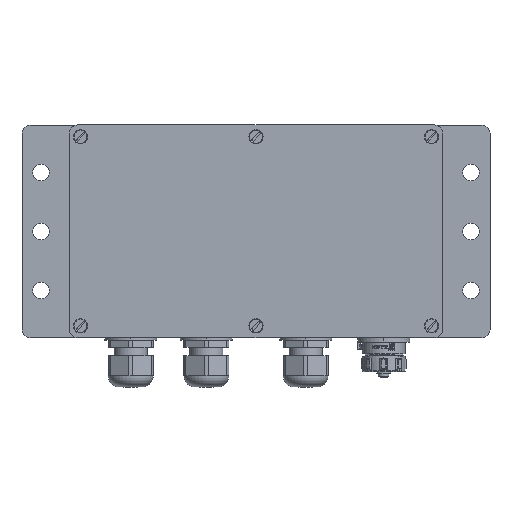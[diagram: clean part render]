
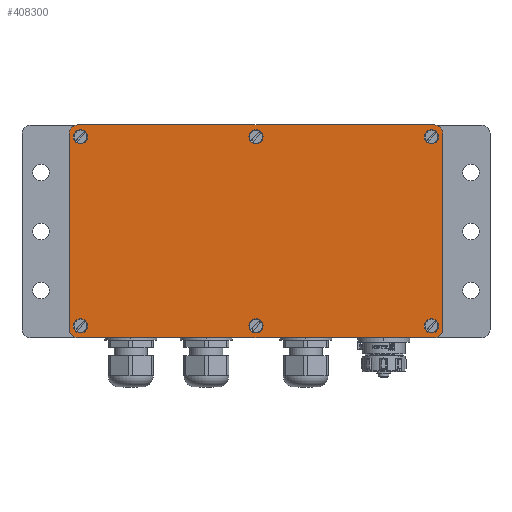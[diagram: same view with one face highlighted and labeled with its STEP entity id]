
A CAD part, top view. The second image highlights one B-rep face of the part: STEP entity #408300.
In plain terms, the highlighted planar face has unit normal (0, 0, 1).
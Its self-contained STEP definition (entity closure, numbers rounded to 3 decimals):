
#405160=CARTESIAN_POINT('',(158.,0.,43.5));
#405170=DIRECTION('',(-1.,0.,0.));
#405180=VECTOR('',#405170,1.);
#405190=LINE('',#405160,#405180);
#405200=CARTESIAN_POINT('',(154.5,0.,43.5));
#405210=VERTEX_POINT('',#405200);
#405220=CARTESIAN_POINT('',(3.5,0.,43.5));
#405230=VERTEX_POINT('',#405220);
#405240=EDGE_CURVE('',#405210,#405230,#405190,.T.);
#406120=CARTESIAN_POINT('',(154.5,90.,43.5));
#406130=VERTEX_POINT('',#406120);
#406160=CARTESIAN_POINT('',(0.,90.,43.5));
#406170=DIRECTION('',(1.,0.,0.));
#406180=VECTOR('',#406170,1.);
#406190=LINE('',#406160,#406180);
#406200=CARTESIAN_POINT('',(3.5,90.,43.5));
#406210=VERTEX_POINT('',#406200);
#406220=EDGE_CURVE('',#406210,#406130,#406190,.T.);
#406380=CARTESIAN_POINT('',(154.5,3.5,43.5));
#406390=DIRECTION('',(0.,0.,1.));
#406400=DIRECTION('',(1.,0.,0.));
#406410=AXIS2_PLACEMENT_3D('',#406380,#406390,#406400);
#406420=CIRCLE('',#406410,3.5);
#406430=CARTESIAN_POINT('',(158.,3.5,43.5));
#406440=VERTEX_POINT('',#406430);
#406450=EDGE_CURVE('',#405210,#406440,#406420,.T.);
#406710=CARTESIAN_POINT('',(3.5,86.5,43.5));
#406720=DIRECTION('',(0.,0.,1.));
#406730=DIRECTION('',(1.,0.,0.));
#406740=AXIS2_PLACEMENT_3D('',#406710,#406720,#406730);
#406750=CIRCLE('',#406740,3.5);
#406760=CARTESIAN_POINT('',(0.,86.5,43.5));
#406770=VERTEX_POINT('',#406760);
#406780=EDGE_CURVE('',#406210,#406770,#406750,.T.);
#406990=CARTESIAN_POINT('',(79.,45.,43.5));
#407000=DIRECTION('',(0.,0.,1.));
#407010=DIRECTION('',(1.,0.,0.));
#407020=AXIS2_PLACEMENT_3D('',#406990,#407000,#407010);
#407030=PLANE('',#407020);
#407040=CARTESIAN_POINT('',(79.,85.,43.5));
#407050=DIRECTION('',(0.,0.,1.));
#407060=DIRECTION('',(1.,0.,0.));
#407070=AXIS2_PLACEMENT_3D('',#407040,#407050,#407060);
#407080=CIRCLE('',#407070,3.);
#407090=CARTESIAN_POINT('',(76.,85.,43.5));
#407100=VERTEX_POINT('',#407090);
#407110=CARTESIAN_POINT('',(82.,85.,43.5));
#407120=VERTEX_POINT('',#407110);
#407130=EDGE_CURVE('',#407100,#407120,#407080,.T.);
#407140=ORIENTED_EDGE('',*,*,#407130,.F.);
#407150=EDGE_CURVE('',#407120,#407100,#407080,.T.);
#407160=ORIENTED_EDGE('',*,*,#407150,.F.);
#407170=EDGE_LOOP('',(#407160,#407140));
#407180=FACE_BOUND('',#407170,.T.);
#407190=CARTESIAN_POINT('',(4.75,5.,43.5));
#407200=DIRECTION('',(0.,0.,1.));
#407210=DIRECTION('',(1.,0.,0.));
#407220=AXIS2_PLACEMENT_3D('',#407190,#407200,#407210);
#407230=CIRCLE('',#407220,3.);
#407240=CARTESIAN_POINT('',(7.75,5.,43.5));
#407250=VERTEX_POINT('',#407240);
#407260=CARTESIAN_POINT('',(1.75,5.,43.5));
#407270=VERTEX_POINT('',#407260);
#407280=EDGE_CURVE('',#407250,#407270,#407230,.T.);
#407290=ORIENTED_EDGE('',*,*,#407280,.F.);
#407300=EDGE_CURVE('',#407270,#407250,#407230,.T.);
#407310=ORIENTED_EDGE('',*,*,#407300,.F.);
#407320=EDGE_LOOP('',(#407310,#407290));
#407330=FACE_BOUND('',#407320,.T.);
#407340=CARTESIAN_POINT('',(4.75,85.,43.5));
#407350=DIRECTION('',(0.,0.,1.));
#407360=DIRECTION('',(1.,0.,0.));
#407370=AXIS2_PLACEMENT_3D('',#407340,#407350,#407360);
#407380=CIRCLE('',#407370,3.);
#407390=CARTESIAN_POINT('',(7.75,85.,43.5));
#407400=VERTEX_POINT('',#407390);
#407410=CARTESIAN_POINT('',(1.75,85.,43.5));
#407420=VERTEX_POINT('',#407410);
#407430=EDGE_CURVE('',#407400,#407420,#407380,.T.);
#407440=ORIENTED_EDGE('',*,*,#407430,.F.);
#407450=EDGE_CURVE('',#407420,#407400,#407380,.T.);
#407460=ORIENTED_EDGE('',*,*,#407450,.F.);
#407470=EDGE_LOOP('',(#407460,#407440));
#407480=FACE_BOUND('',#407470,.T.);
#407490=CARTESIAN_POINT('',(153.25,85.,43.5));
#407500=DIRECTION('',(0.,0.,1.));
#407510=DIRECTION('',(1.,0.,0.));
#407520=AXIS2_PLACEMENT_3D('',#407490,#407500,#407510);
#407530=CIRCLE('',#407520,3.);
#407540=CARTESIAN_POINT('',(150.25,85.,43.5));
#407550=VERTEX_POINT('',#407540);
#407560=CARTESIAN_POINT('',(156.25,85.,43.5));
#407570=VERTEX_POINT('',#407560);
#407580=EDGE_CURVE('',#407550,#407570,#407530,.T.);
#407590=ORIENTED_EDGE('',*,*,#407580,.F.);
#407600=EDGE_CURVE('',#407570,#407550,#407530,.T.);
#407610=ORIENTED_EDGE('',*,*,#407600,.F.);
#407620=EDGE_LOOP('',(#407610,#407590));
#407630=FACE_BOUND('',#407620,.T.);
#407640=CARTESIAN_POINT('',(3.5,3.5,43.5));
#407650=DIRECTION('',(0.,0.,-1.));
#407660=DIRECTION('',(-1.,0.,0.));
#407670=AXIS2_PLACEMENT_3D('',#407640,#407650,#407660);
#407680=CIRCLE('',#407670,3.5);
#407690=CARTESIAN_POINT('',(0.,3.5,43.5));
#407700=VERTEX_POINT('',#407690);
#407710=EDGE_CURVE('',#405230,#407700,#407680,.T.);
#407720=ORIENTED_EDGE('',*,*,#407710,.F.);
#407730=CARTESIAN_POINT('',(0.,86.75,43.5));
#407740=DIRECTION('',(0.,1.,0.));
#407750=VECTOR('',#407740,1.);
#407760=LINE('',#407730,#407750);
#407770=EDGE_CURVE('',#407700,#406770,#407760,.T.);
#407780=ORIENTED_EDGE('',*,*,#407770,.F.);
#407790=ORIENTED_EDGE('',*,*,#406780,.T.);
#407800=ORIENTED_EDGE('',*,*,#406220,.F.);
#407810=CARTESIAN_POINT('',(154.5,86.5,43.5));
#407820=DIRECTION('',(0.,0.,1.));
#407830=DIRECTION('',(1.,0.,0.));
#407840=AXIS2_PLACEMENT_3D('',#407810,#407820,#407830);
#407850=CIRCLE('',#407840,3.5);
#407860=CARTESIAN_POINT('',(158.,86.5,43.5));
#407870=VERTEX_POINT('',#407860);
#407880=EDGE_CURVE('',#407870,#406130,#407850,.T.);
#407890=ORIENTED_EDGE('',*,*,#407880,.T.);
#407900=CARTESIAN_POINT('',(158.,3.25,43.5));
#407910=DIRECTION('',(0.,-1.,0.));
#407920=VECTOR('',#407910,1.);
#407930=LINE('',#407900,#407920);
#407940=EDGE_CURVE('',#407870,#406440,#407930,.T.);
#407950=ORIENTED_EDGE('',*,*,#407940,.F.);
#407960=ORIENTED_EDGE('',*,*,#406450,.T.);
#407970=ORIENTED_EDGE('',*,*,#405240,.F.);
#407980=EDGE_LOOP('',(#407970,#407960,#407950,#407890,#407800,#407790,
#407780,#407720));
#407990=FACE_OUTER_BOUND('',#407980,.T.);
#408000=CARTESIAN_POINT('',(153.25,5.,43.5));
#408010=DIRECTION('',(0.,0.,1.));
#408020=DIRECTION('',(1.,0.,0.));
#408030=AXIS2_PLACEMENT_3D('',#408000,#408010,#408020);
#408040=CIRCLE('',#408030,3.);
#408050=CARTESIAN_POINT('',(150.25,5.,43.5));
#408060=VERTEX_POINT('',#408050);
#408070=CARTESIAN_POINT('',(156.25,5.,43.5));
#408080=VERTEX_POINT('',#408070);
#408090=EDGE_CURVE('',#408060,#408080,#408040,.T.);
#408100=ORIENTED_EDGE('',*,*,#408090,.F.);
#408110=EDGE_CURVE('',#408080,#408060,#408040,.T.);
#408120=ORIENTED_EDGE('',*,*,#408110,.F.);
#408130=EDGE_LOOP('',(#408120,#408100));
#408140=FACE_BOUND('',#408130,.T.);
#408150=CARTESIAN_POINT('',(79.,5.,43.5));
#408160=DIRECTION('',(0.,0.,1.));
#408170=DIRECTION('',(1.,0.,0.));
#408180=AXIS2_PLACEMENT_3D('',#408150,#408160,#408170);
#408190=CIRCLE('',#408180,3.);
#408200=CARTESIAN_POINT('',(82.,5.,43.5));
#408210=VERTEX_POINT('',#408200);
#408220=CARTESIAN_POINT('',(76.,5.,43.5));
#408230=VERTEX_POINT('',#408220);
#408240=EDGE_CURVE('',#408210,#408230,#408190,.T.);
#408250=ORIENTED_EDGE('',*,*,#408240,.F.);
#408260=EDGE_CURVE('',#408230,#408210,#408190,.T.);
#408270=ORIENTED_EDGE('',*,*,#408260,.F.);
#408280=EDGE_LOOP('',(#408270,#408250));
#408290=FACE_BOUND('',#408280,.T.);
#408300=ADVANCED_FACE('',(#407180,#407330,#407480,#407630,#407990,
#408140,#408290),#407030,.T.);
